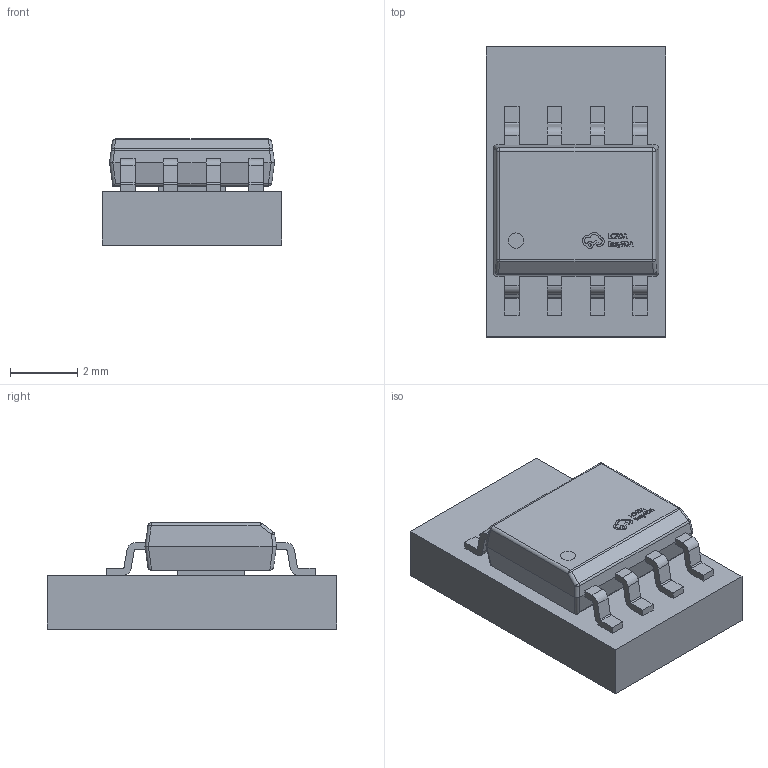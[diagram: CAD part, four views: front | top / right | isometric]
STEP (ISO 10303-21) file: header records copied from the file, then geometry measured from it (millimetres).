
FILE_DESCRIPTION(('Designed by EasyEDA Pro'),'2;1');
FILE_NAME('Open CASCADE Shape Model','2026-02-06T10:31:45',('Author'),( 'Open CASCADE'),'Open CASCADE STEP processor 7.8','Open CASCADE 7.8' ,'Unknown');
FILE_SCHEMA(('AUTOMOTIVE_DESIGN { 1 0 10303 214 1 1 1 1 }'));
Length unit declared in the file: millimetre
Products named in the file (8): EasyEDA PCB Model~LjH1; Board~LjH1; TopCopper~LjH1; BottomCopper~LjH1; TopFpcStiffener~LjH1; BottomFpcStiffener~LjH1; U1~ESOP-8_L4.9-W3.9-P1.27-LS6.2-BL-EP~ESOP-8_
L4.9-W3.9-P1.27-LS6.2-BL-EP~LjH1; ESOP-8_L4.9-W3.9-P1.27-LS6.2-BL-EP~ESOP-8_
L4.9-W3.9-P1.27-LS6.2-BL-EP~LjH1
Assembly tree (7 placements, depth 3):
  EasyEDA PCB Model~LjH1
    Board~LjH1
    TopCopper~LjH1
    BottomCopper~LjH1
    TopFpcStiffener~LjH1
    BottomFpcStiffener~LjH1
    U1~ESOP-8_L4.9-W3.9-P1.27-LS6.2-BL-EP~ESOP-8_
L4.9-W3.9-P1.27-LS6.2-BL-EP~LjH1
      ESOP-8_L4.9-W3.9-P1.27-LS6.2-BL-EP~ESOP-8_
L4.9-W3.9-P1.27-LS6.2-BL-EP~LjH1
Bounding box: 5.33 x 8.6 x 3.15 mm (x, y, z)
Volume: 100.5 mm3; surface area: 212.6 mm2
Topology: 15 solids, 15 shells, 445 faces, 1186 edges, 780 vertices
Faces by surface type: plane 273, bspline 112, cylinder 52, sphere 8
Entity records: 19162 total; most frequent: CARTESIAN_POINT 4547, ORIENTED_EDGE 2372, DIRECTION 1724, EDGE_CURVE 1186, LINE 858, VECTOR 858, VERTEX_POINT 780, FACE_BOUND 466
